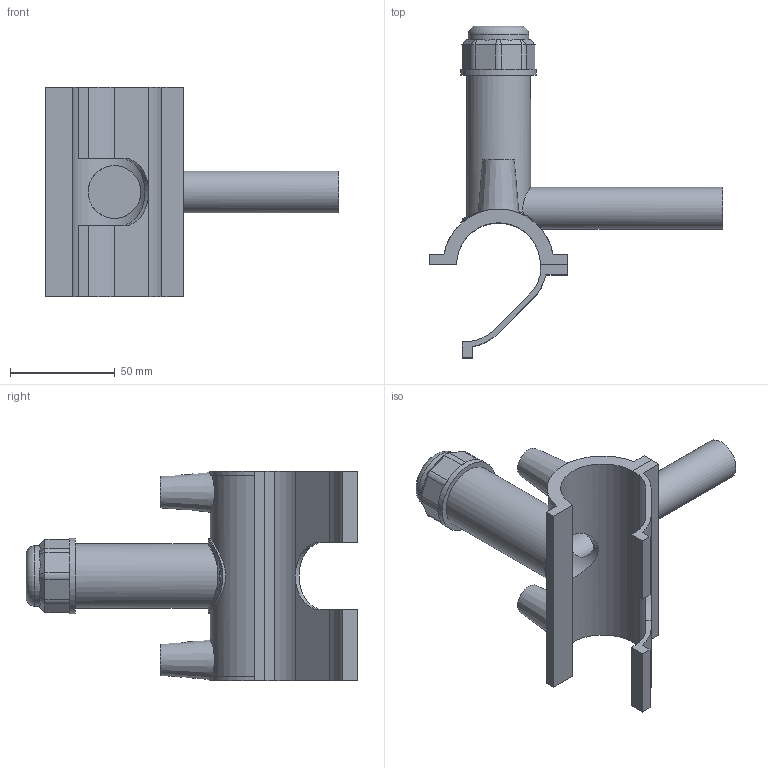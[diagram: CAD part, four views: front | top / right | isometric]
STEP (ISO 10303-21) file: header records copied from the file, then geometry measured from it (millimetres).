
FILE_DESCRIPTION(/* description */ ('PLASSON TAPPING SADDLE 40x20'),/* implementation_level */ '2;1');
FILE_NAME(/* name */ '496304040020.ipt.stp',/* time_stamp */ '2018-05-02T16:15:27+03:00',/* author */ ('KIM'),/* organization */ (''),/* preprocessor_version */ 'ST-DEVELOPER v15.6',/* originating_system */ 'Autodesk Inventor 2015',/* authorisation */ '');
FILE_SCHEMA (('AUTOMOTIVE_DESIGN { 1 0 10303 214 3 1 1 }'));
Length unit declared in the file: millimetre
Products named in the file (1): 496304040020
Bounding box: 140 x 158.4 x 100 mm (x, y, z)
Volume: 121023.6 mm3; surface area: 61486.6 mm2
Topology: 2 solids, 2 shells, 111 faces, 280 edges, 181 vertices
Faces by surface type: plane 66, cylinder 32, cone 11, torus 1, bspline 1
Full cylindrical faces by diameter (mm): 4 x2, 10 x2, 16 x1, 20 x1, 25.2 x1, 28.8 x1, 30.6 x1, 36 x1
Entity records: 3655 total; most frequent: CARTESIAN_POINT 1024, DIRECTION 545, ORIENTED_EDGE 524, EDGE_CURVE 262, AXIS2_PLACEMENT_3D 200, VERTEX_POINT 176, LINE 145, VECTOR 145
